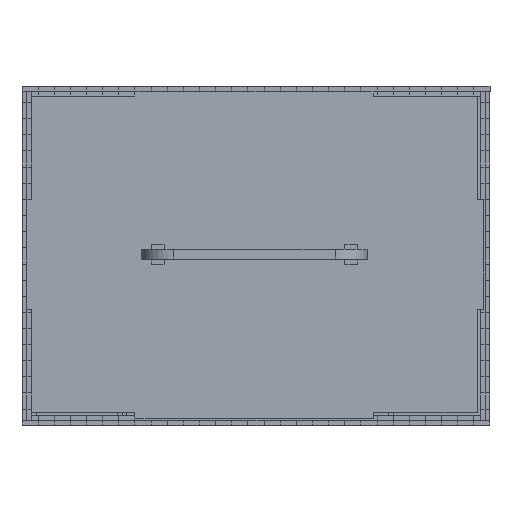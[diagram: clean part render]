
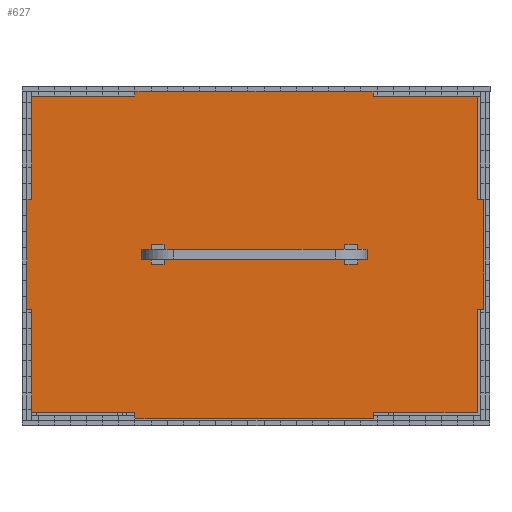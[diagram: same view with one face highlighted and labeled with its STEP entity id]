
A CAD part, top view. The second image highlights one B-rep face of the part: STEP entity #627.
In plain terms, the highlighted planar face has unit normal (0, 0, 1).
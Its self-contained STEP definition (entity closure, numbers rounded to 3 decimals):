
#472=FACE_BOUND('',#2480,.T.);
#473=FACE_BOUND('',#2481,.T.);
#474=FACE_BOUND('',#2482,.T.);
#627=ADVANCED_FACE('',(#472,#473,#474),#1236,.T.);
#1236=PLANE('',#13199);
#2480=EDGE_LOOP('',(#3712,#3713,#3714,#3715));
#2481=EDGE_LOOP('',(#3716,#3717,#3718,#3719,#3720,#3721,#3722,#3723,#3724,
#3725,#3726,#3727,#3728,#3729,#3730,#3731,#3732,#3733,#3734,#3735));
#2482=EDGE_LOOP('',(#3736,#3737,#3738,#3739));
#3712=ORIENTED_EDGE('',*,*,#8103,.F.);
#3713=ORIENTED_EDGE('',*,*,#8104,.F.);
#3714=ORIENTED_EDGE('',*,*,#8105,.F.);
#3715=ORIENTED_EDGE('',*,*,#8106,.F.);
#3716=ORIENTED_EDGE('',*,*,#8107,.T.);
#3717=ORIENTED_EDGE('',*,*,#8108,.T.);
#3718=ORIENTED_EDGE('',*,*,#8109,.T.);
#3719=ORIENTED_EDGE('',*,*,#8110,.T.);
#3720=ORIENTED_EDGE('',*,*,#8111,.T.);
#3721=ORIENTED_EDGE('',*,*,#8112,.T.);
#3722=ORIENTED_EDGE('',*,*,#8113,.F.);
#3723=ORIENTED_EDGE('',*,*,#8114,.F.);
#3724=ORIENTED_EDGE('',*,*,#8115,.F.);
#3725=ORIENTED_EDGE('',*,*,#8116,.F.);
#3726=ORIENTED_EDGE('',*,*,#8117,.T.);
#3727=ORIENTED_EDGE('',*,*,#8118,.T.);
#3728=ORIENTED_EDGE('',*,*,#8119,.T.);
#3729=ORIENTED_EDGE('',*,*,#8120,.T.);
#3730=ORIENTED_EDGE('',*,*,#8121,.T.);
#3731=ORIENTED_EDGE('',*,*,#8122,.T.);
#3732=ORIENTED_EDGE('',*,*,#8123,.T.);
#3733=ORIENTED_EDGE('',*,*,#8124,.T.);
#3734=ORIENTED_EDGE('',*,*,#8125,.T.);
#3735=ORIENTED_EDGE('',*,*,#8126,.T.);
#3736=ORIENTED_EDGE('',*,*,#8127,.T.);
#3737=ORIENTED_EDGE('',*,*,#8128,.T.);
#3738=ORIENTED_EDGE('',*,*,#8129,.T.);
#3739=ORIENTED_EDGE('',*,*,#8130,.T.);
#6790=VERTEX_POINT('',#17579);
#6791=VERTEX_POINT('',#17580);
#6792=VERTEX_POINT('',#17582);
#6793=VERTEX_POINT('',#17584);
#6794=VERTEX_POINT('',#17587);
#6795=VERTEX_POINT('',#17588);
#6796=VERTEX_POINT('',#17590);
#6797=VERTEX_POINT('',#17592);
#6798=VERTEX_POINT('',#17594);
#6799=VERTEX_POINT('',#17596);
#6800=VERTEX_POINT('',#17598);
#6801=VERTEX_POINT('',#17600);
#6802=VERTEX_POINT('',#17602);
#6803=VERTEX_POINT('',#17604);
#6804=VERTEX_POINT('',#17606);
#6805=VERTEX_POINT('',#17608);
#6806=VERTEX_POINT('',#17610);
#6807=VERTEX_POINT('',#17612);
#6808=VERTEX_POINT('',#17614);
#6809=VERTEX_POINT('',#17616);
#6810=VERTEX_POINT('',#17618);
#6811=VERTEX_POINT('',#17620);
#6812=VERTEX_POINT('',#17622);
#6813=VERTEX_POINT('',#17624);
#6814=VERTEX_POINT('',#17627);
#6815=VERTEX_POINT('',#17628);
#6816=VERTEX_POINT('',#17630);
#6817=VERTEX_POINT('',#17632);
#8103=EDGE_CURVE('',#6790,#6791,#9868,.T.);
#8104=EDGE_CURVE('',#6792,#6790,#9869,.T.);
#8105=EDGE_CURVE('',#6793,#6792,#9870,.T.);
#8106=EDGE_CURVE('',#6791,#6793,#9871,.T.);
#8107=EDGE_CURVE('',#6794,#6795,#9872,.T.);
#8108=EDGE_CURVE('',#6795,#6796,#9873,.T.);
#8109=EDGE_CURVE('',#6796,#6797,#9874,.T.);
#8110=EDGE_CURVE('',#6797,#6798,#9875,.T.);
#8111=EDGE_CURVE('',#6798,#6799,#9876,.T.);
#8112=EDGE_CURVE('',#6799,#6800,#9877,.T.);
#8113=EDGE_CURVE('',#6801,#6800,#9878,.T.);
#8114=EDGE_CURVE('',#6802,#6801,#9879,.T.);
#8115=EDGE_CURVE('',#6803,#6802,#9880,.T.);
#8116=EDGE_CURVE('',#6804,#6803,#9881,.T.);
#8117=EDGE_CURVE('',#6804,#6805,#9882,.T.);
#8118=EDGE_CURVE('',#6805,#6806,#9883,.T.);
#8119=EDGE_CURVE('',#6806,#6807,#9884,.T.);
#8120=EDGE_CURVE('',#6807,#6808,#9885,.T.);
#8121=EDGE_CURVE('',#6808,#6809,#9886,.T.);
#8122=EDGE_CURVE('',#6809,#6810,#9887,.T.);
#8123=EDGE_CURVE('',#6810,#6811,#9888,.T.);
#8124=EDGE_CURVE('',#6811,#6812,#9889,.T.);
#8125=EDGE_CURVE('',#6812,#6813,#9890,.T.);
#8126=EDGE_CURVE('',#6813,#6794,#9891,.T.);
#8127=EDGE_CURVE('',#6814,#6815,#9892,.T.);
#8128=EDGE_CURVE('',#6815,#6816,#9893,.T.);
#8129=EDGE_CURVE('',#6816,#6817,#9894,.T.);
#8130=EDGE_CURVE('',#6817,#6814,#9895,.T.);
#9868=LINE('',#17578,#11633);
#9869=LINE('',#17581,#11634);
#9870=LINE('',#17583,#11635);
#9871=LINE('',#17585,#11636);
#9872=LINE('',#17586,#11637);
#9873=LINE('',#17589,#11638);
#9874=LINE('',#17591,#11639);
#9875=LINE('',#17593,#11640);
#9876=LINE('',#17595,#11641);
#9877=LINE('',#17597,#11642);
#9878=LINE('',#17599,#11643);
#9879=LINE('',#17601,#11644);
#9880=LINE('',#17603,#11645);
#9881=LINE('',#17605,#11646);
#9882=LINE('',#17607,#11647);
#9883=LINE('',#17609,#11648);
#9884=LINE('',#17611,#11649);
#9885=LINE('',#17613,#11650);
#9886=LINE('',#17615,#11651);
#9887=LINE('',#17617,#11652);
#9888=LINE('',#17619,#11653);
#9889=LINE('',#17621,#11654);
#9890=LINE('',#17623,#11655);
#9891=LINE('',#17625,#11656);
#9892=LINE('',#17626,#11657);
#9893=LINE('',#17629,#11658);
#9894=LINE('',#17631,#11659);
#9895=LINE('',#17633,#11660);
#11633=VECTOR('',#14371,1.);
#11634=VECTOR('',#14372,1.);
#11635=VECTOR('',#14373,1.);
#11636=VECTOR('',#14374,1.);
#11637=VECTOR('',#14375,1.);
#11638=VECTOR('',#14376,1.);
#11639=VECTOR('',#14377,1.);
#11640=VECTOR('',#14378,1.);
#11641=VECTOR('',#14379,1.);
#11642=VECTOR('',#14380,1.);
#11643=VECTOR('',#14381,1.);
#11644=VECTOR('',#14382,1.);
#11645=VECTOR('',#14383,1.);
#11646=VECTOR('',#14384,1.);
#11647=VECTOR('',#14385,1.);
#11648=VECTOR('',#14386,1.);
#11649=VECTOR('',#14387,1.);
#11650=VECTOR('',#14388,1.);
#11651=VECTOR('',#14389,1.);
#11652=VECTOR('',#14390,1.);
#11653=VECTOR('',#14391,1.);
#11654=VECTOR('',#14392,1.);
#11655=VECTOR('',#14393,1.);
#11656=VECTOR('',#14394,1.);
#11657=VECTOR('',#14395,1.);
#11658=VECTOR('',#14396,1.);
#11659=VECTOR('',#14397,1.);
#11660=VECTOR('',#14398,1.);
#13199=AXIS2_PLACEMENT_3D('',#17634,#14399,#14400);
#14371=DIRECTION('',(0.,1.,0.));
#14372=DIRECTION('',(1.,0.,0.));
#14373=DIRECTION('',(0.,-1.,0.));
#14374=DIRECTION('',(-1.,0.,0.));
#14375=DIRECTION('',(0.,1.,0.));
#14376=DIRECTION('',(-1.,0.,0.));
#14377=DIRECTION('',(0.,1.,0.));
#14378=DIRECTION('',(-1.,0.,0.));
#14379=DIRECTION('',(0.,1.,0.));
#14380=DIRECTION('',(-1.,0.,0.));
#14381=DIRECTION('',(0.,1.,0.));
#14382=DIRECTION('',(1.,0.,0.));
#14383=DIRECTION('',(0.,1.,0.));
#14384=DIRECTION('',(1.,0.,0.));
#14385=DIRECTION('',(0.,-1.,0.));
#14386=DIRECTION('',(1.,0.,0.));
#14387=DIRECTION('',(0.,-1.,0.));
#14388=DIRECTION('',(1.,0.,0.));
#14389=DIRECTION('',(0.,-1.,0.));
#14390=DIRECTION('',(1.,0.,0.));
#14391=DIRECTION('',(0.,1.,0.));
#14392=DIRECTION('',(1.,0.,0.));
#14393=DIRECTION('',(0.,1.,0.));
#14394=DIRECTION('',(1.,0.,0.));
#14395=DIRECTION('',(-1.,0.,0.));
#14396=DIRECTION('',(0.,1.,0.));
#14397=DIRECTION('',(1.,0.,0.));
#14398=DIRECTION('',(0.,-1.,0.));
#14399=DIRECTION('',(0.,0.,1.));
#14400=DIRECTION('',(1.,0.,0.));
#17578=CARTESIAN_POINT('',(-50.,0.,3.));
#17579=CARTESIAN_POINT('',(-50.,-3.,3.));
#17580=CARTESIAN_POINT('',(-50.,3.,3.));
#17581=CARTESIAN_POINT('',(-70.,-3.,3.));
#17582=CARTESIAN_POINT('',(-70.,-3.,3.));
#17583=CARTESIAN_POINT('',(-70.,3.,3.));
#17584=CARTESIAN_POINT('',(-70.,3.,3.));
#17585=CARTESIAN_POINT('',(-50.,3.,3.));
#17586=CARTESIAN_POINT('',(142.,-102.,3.));
#17587=CARTESIAN_POINT('',(142.,-34.,3.));
#17588=CARTESIAN_POINT('',(142.,34.,3.));
#17589=CARTESIAN_POINT('',(142.,34.,3.));
#17590=CARTESIAN_POINT('',(138.,34.,3.));
#17591=CARTESIAN_POINT('',(138.,34.,3.));
#17592=CARTESIAN_POINT('',(138.,98.,3.));
#17593=CARTESIAN_POINT('',(138.,98.,3.));
#17594=CARTESIAN_POINT('',(74.,98.,3.));
#17595=CARTESIAN_POINT('',(74.,98.,3.));
#17596=CARTESIAN_POINT('',(74.,102.,3.));
#17597=CARTESIAN_POINT('',(142.,102.,3.));
#17598=CARTESIAN_POINT('',(-74.,102.,3.));
#17599=CARTESIAN_POINT('',(-74.,98.,3.));
#17600=CARTESIAN_POINT('',(-74.,98.,3.));
#17601=CARTESIAN_POINT('',(-138.,98.,3.));
#17602=CARTESIAN_POINT('',(-138.,98.,3.));
#17603=CARTESIAN_POINT('',(-138.,34.,3.));
#17604=CARTESIAN_POINT('',(-138.,34.,3.));
#17605=CARTESIAN_POINT('',(-142.,34.,3.));
#17606=CARTESIAN_POINT('',(-142.,34.,3.));
#17607=CARTESIAN_POINT('',(-142.,102.,3.));
#17608=CARTESIAN_POINT('',(-142.,-34.,3.));
#17609=CARTESIAN_POINT('',(-142.,-34.,3.));
#17610=CARTESIAN_POINT('',(-138.,-34.,3.));
#17611=CARTESIAN_POINT('',(-138.,-34.,3.));
#17612=CARTESIAN_POINT('',(-138.,-98.,3.));
#17613=CARTESIAN_POINT('',(-138.,-98.,3.));
#17614=CARTESIAN_POINT('',(-74.,-98.,3.));
#17615=CARTESIAN_POINT('',(-74.,-98.,3.));
#17616=CARTESIAN_POINT('',(-74.,-102.,3.));
#17617=CARTESIAN_POINT('',(-142.,-102.,3.));
#17618=CARTESIAN_POINT('',(74.,-102.,3.));
#17619=CARTESIAN_POINT('',(74.,-102.,3.));
#17620=CARTESIAN_POINT('',(74.,-98.,3.));
#17621=CARTESIAN_POINT('',(74.,-98.,3.));
#17622=CARTESIAN_POINT('',(138.,-98.,3.));
#17623=CARTESIAN_POINT('',(138.,-98.,3.));
#17624=CARTESIAN_POINT('',(138.,-34.,3.));
#17625=CARTESIAN_POINT('',(138.,-34.,3.));
#17626=CARTESIAN_POINT('',(70.,-3.,3.));
#17627=CARTESIAN_POINT('',(70.,-3.,3.));
#17628=CARTESIAN_POINT('',(50.,-3.,3.));
#17629=CARTESIAN_POINT('',(50.,0.,3.));
#17630=CARTESIAN_POINT('',(50.,3.,3.));
#17631=CARTESIAN_POINT('',(50.,3.,3.));
#17632=CARTESIAN_POINT('',(70.,3.,3.));
#17633=CARTESIAN_POINT('',(70.,3.,3.));
#17634=CARTESIAN_POINT('',(0.,0.,3.));
